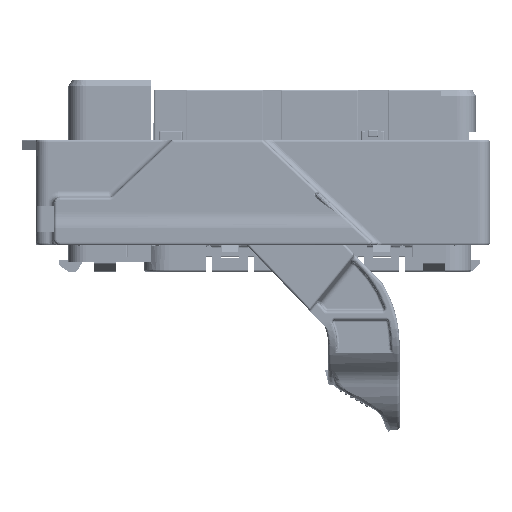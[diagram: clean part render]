
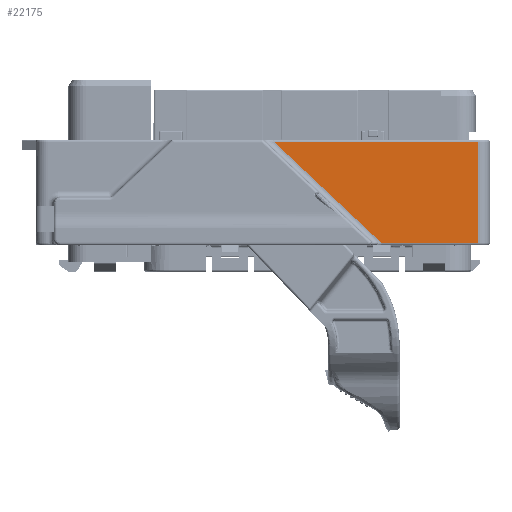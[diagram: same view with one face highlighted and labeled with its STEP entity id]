
A CAD part, front view. The second image highlights one B-rep face of the part: STEP entity #22175.
In plain terms, the highlighted planar face has unit normal (0, -1, 0).
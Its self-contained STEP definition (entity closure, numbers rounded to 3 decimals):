
#13335=FACE_OUTER_BOUND('',#39488,.T.);
#22175=ADVANCED_FACE('',(#13335),#31313,.F.);
#31313=PLANE('',#178906);
#39488=EDGE_LOOP('',(#57863,#57864,#57865,#57866));
#57863=ORIENTED_EDGE('',*,*,#121917,.T.);
#57864=ORIENTED_EDGE('',*,*,#121918,.T.);
#57865=ORIENTED_EDGE('',*,*,#121919,.T.);
#57866=ORIENTED_EDGE('',*,*,#121920,.T.);
#105183=VERTEX_POINT('',#247132);
#105184=VERTEX_POINT('',#247133);
#105185=VERTEX_POINT('',#247135);
#105186=VERTEX_POINT('',#247137);
#121917=EDGE_CURVE('',#105183,#105184,#145298,.T.);
#121918=EDGE_CURVE('',#105184,#105185,#145299,.T.);
#121919=EDGE_CURVE('',#105185,#105186,#145300,.T.);
#121920=EDGE_CURVE('',#105186,#105183,#145301,.T.);
#145298=LINE('',#247131,#163036);
#145299=LINE('',#247134,#163037);
#145300=LINE('',#247136,#163038);
#145301=LINE('',#247138,#163039);
#163036=VECTOR('',#198171,1.);
#163037=VECTOR('',#198172,1.);
#163038=VECTOR('',#198173,1.);
#163039=VECTOR('',#198174,1.);
#178906=AXIS2_PLACEMENT_3D('',#247139,#198175,#198176);
#198171=DIRECTION('',(0.,0.,1.));
#198172=DIRECTION('',(-1.,0.,0.));
#198173=DIRECTION('',(0.728,0.,-0.685));
#198174=DIRECTION('',(1.,0.,0.));
#198175=DIRECTION('',(0.,1.,0.));
#198176=DIRECTION('',(-1.,0.,0.));
#247131=CARTESIAN_POINT('',(34.6,0.6,17.8));
#247132=CARTESIAN_POINT('',(34.6,0.6,0.4));
#247133=CARTESIAN_POINT('',(34.6,0.6,17.4));
#247134=CARTESIAN_POINT('',(-39.7,0.6,17.4));
#247135=CARTESIAN_POINT('',(0.363,0.6,17.4));
#247136=CARTESIAN_POINT('',(18.076,0.6,0.728));
#247137=CARTESIAN_POINT('',(18.424,0.6,0.4));
#247138=CARTESIAN_POINT('',(34.6,0.6,0.4));
#247139=CARTESIAN_POINT('',(-39.7,0.6,17.8));
